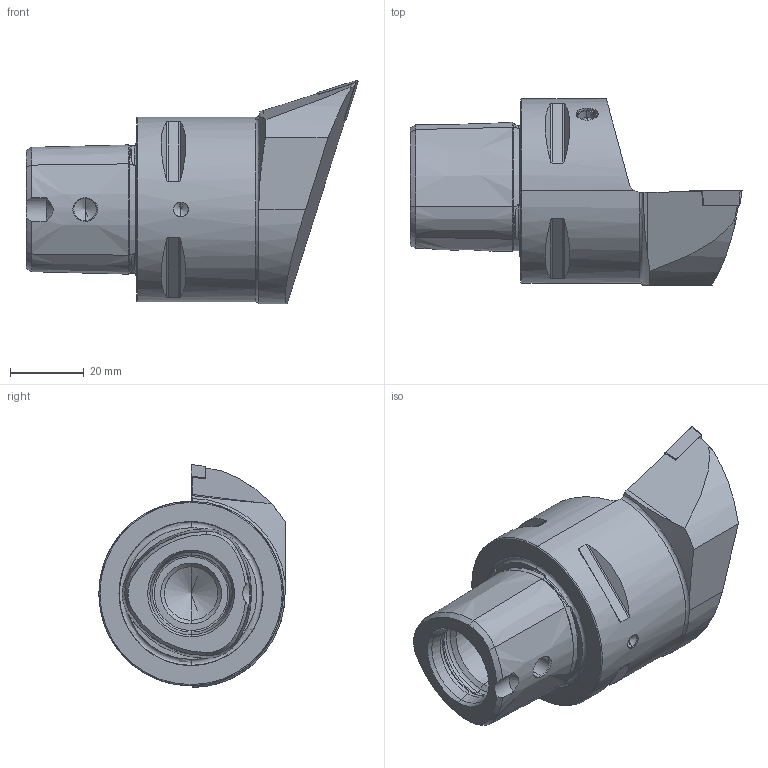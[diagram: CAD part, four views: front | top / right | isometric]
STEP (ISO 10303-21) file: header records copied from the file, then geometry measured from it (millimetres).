
FILE_DESCRIPTION (( 'STEP AP203' ), '1' );
FILE_NAME ('PS5-KDB.LHA.060.STEP', '2012-04-16T07:30:09', ( 'SwiAdmin' ), ( '' ), 'SwSTEP 2.0', 'SolidWorks 2012', '' );
FILE_SCHEMA (( 'CONFIG_CONTROL_DESIGN' ));
Length unit declared in the file: millimetre
Products named in the file (5): PS5-KDB.LHA.060; KVT_MB_600_060; WCB-ER2.001.009_A; DCMT11T304; PS5-KDB.LHA.060_A
Assembly tree (4 placements, depth 2):
  PS5-KDB.LHA.060
    PS5-KDB.LHA.060_A
    DCMT11T304
    WCB-ER2.001.009_A
    KVT_MB_600_060
Bounding box: 90 x 50.5 x 60.5 mm (x, y, z)
Volume: 89743.8 mm3; surface area: 19171.2 mm2
Topology: 5 solids, 5 shells, 266 faces, 639 edges, 379 vertices
Faces by surface type: cone 93, cylinder 67, plane 51, torus 35, bspline 16, sphere 4
Entity records: 9199 total; most frequent: CARTESIAN_POINT 2852, ORIENTED_EDGE 1240, DIRECTION 1198, EDGE_CURVE 620, AXIS2_PLACEMENT_3D 490, VERTEX_POINT 376, EDGE_LOOP 286, FACE_OUTER_BOUND 266
